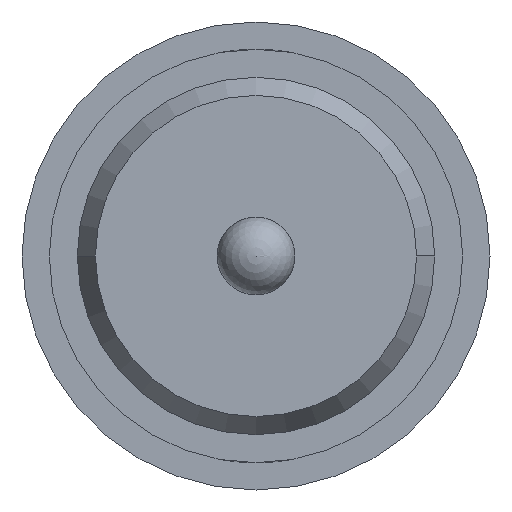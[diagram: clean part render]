
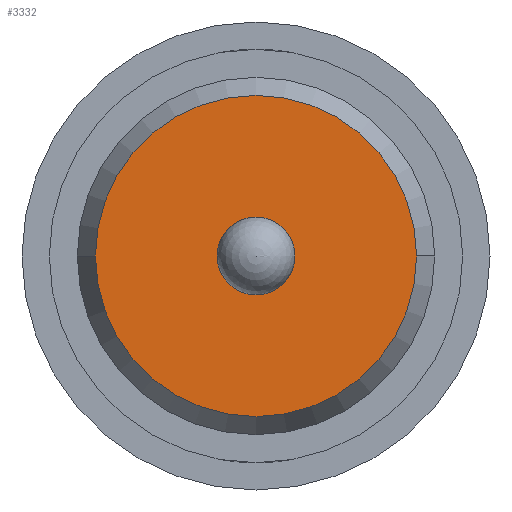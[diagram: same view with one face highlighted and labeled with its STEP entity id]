
A CAD part, front view. The second image highlights one B-rep face of the part: STEP entity #3332.
In plain terms, the highlighted planar face has unit normal (0, -1, 0).
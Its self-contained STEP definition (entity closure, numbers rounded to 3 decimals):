
#326 = FACE_OUTER_BOUND ( 'NONE', #1017, .T. ) ;
#405 = FACE_BOUND ( 'NONE', #5146, .T. ) ;
#418 = DIRECTION ( 'NONE',  ( 0., 0., -1. ) ) ;
#481 = DIRECTION ( 'NONE',  ( 1., 0., 0. ) ) ;
#489 = DIRECTION ( 'NONE',  ( 0., 1., 0. ) ) ;
#505 = DIRECTION ( 'NONE',  ( 1., 0., 0. ) ) ;
#523 = DIRECTION ( 'NONE',  ( 0., -1., 0. ) ) ;
#633 = CIRCLE ( 'NONE', #914, 1.03 ) ;
#649 = CARTESIAN_POINT ( 'NONE',  ( 0., -28.6, -0.25 ) ) ;
#658 = VERTEX_POINT ( 'NONE', #1401 ) ;
#906 = ORIENTED_EDGE ( 'NONE', *, *, #1511, .T. ) ;
#914 = AXIS2_PLACEMENT_3D ( 'NONE', #1880, #2377, #481 ) ;
#1017 = EDGE_LOOP ( 'NONE', ( #3999, #2533 ) ) ;
#1401 = CARTESIAN_POINT ( 'NONE',  ( 0., -28.6, 0.25 ) ) ;
#1499 = DIRECTION ( 'NONE',  ( 0., -1., 0. ) ) ;
#1511 = EDGE_CURVE ( 'Defeature ausgef�hrt1_17+Defeature ausgef�hrt1_14+Defeature ausgef�hrt1_14+Defeature ausgef�hrt1_14', #658, #5964, #1822, .T. ) ;
#1780 = VERTEX_POINT ( 'NONE', #2165 ) ;
#1822 = CIRCLE ( 'NONE', #2517, 0.25 ) ;
#1880 = CARTESIAN_POINT ( 'NONE',  ( 0., -28.6, 0. ) ) ;
#1932 = EDGE_CURVE ( 'Defeature ausgef�hrt1_17+Defeature ausgef�hrt1_14+Defeature ausgef�hrt1_14+Defeature ausgef�hrt1_14', #5964, #658, #3539, .T. ) ;
#1972 = EDGE_CURVE ( 'Defeature ausgef�hrt1_17+Defeature ausgef�hrt1_16+Defeature ausgef�hrt1_16+Defeature ausgef�hrt1_16', #4718, #1780, #633, .T. ) ;
#2014 = CARTESIAN_POINT ( 'NONE',  ( 1.03, -28.6, 0. ) ) ;
#2070 = ORIENTED_EDGE ( 'NONE', *, *, #1932, .T. ) ;
#2098 = AXIS2_PLACEMENT_3D ( 'NONE', #4099, #2218, #418 ) ;
#2150 = EDGE_CURVE ( 'Defeature ausgef�hrt1_17+Defeature ausgef�hrt1_16+Defeature ausgef�hrt1_16+Defeature ausgef�hrt1_16', #1780, #4718, #2239, .T. ) ;
#2165 = CARTESIAN_POINT ( 'NONE',  ( -1.03, -28.6, 0. ) ) ;
#2218 = DIRECTION ( 'NONE',  ( 0., 1., 0. ) ) ;
#2239 = CIRCLE ( 'NONE', #4018, 1.03 ) ;
#2377 = DIRECTION ( 'NONE',  ( 0., -1., 0. ) ) ;
#2381 = PLANE ( 'NONE',  #2644 ) ;
#2517 = AXIS2_PLACEMENT_3D ( 'NONE', #2701, #489, #3226 ) ;
#2533 = ORIENTED_EDGE ( 'NONE', *, *, #1972, .T. ) ;
#2644 = AXIS2_PLACEMENT_3D ( 'NONE', #3333, #523, #505 ) ;
#2701 = CARTESIAN_POINT ( 'NONE',  ( 0., -28.6, 0. ) ) ;
#3226 = DIRECTION ( 'NONE',  ( 0., 0., -1. ) ) ;
#3332 = ADVANCED_FACE ( 'Defeature ausgef�hrt1_17', ( #405, #326 ), #2381, .T. ) ;
#3333 = CARTESIAN_POINT ( 'NONE',  ( -1.145, -28.6, 0. ) ) ;
#3539 = CIRCLE ( 'NONE', #2098, 0.25 ) ;
#3999 = ORIENTED_EDGE ( 'NONE', *, *, #2150, .T. ) ;
#4018 = AXIS2_PLACEMENT_3D ( 'NONE', #4232, #1499, #4690 ) ;
#4099 = CARTESIAN_POINT ( 'NONE',  ( 0., -28.6, 0. ) ) ;
#4232 = CARTESIAN_POINT ( 'NONE',  ( 0., -28.6, 0. ) ) ;
#4690 = DIRECTION ( 'NONE',  ( 1., 0., 0. ) ) ;
#4718 = VERTEX_POINT ( 'NONE', #2014 ) ;
#5146 = EDGE_LOOP ( 'NONE', ( #906, #2070 ) ) ;
#5964 = VERTEX_POINT ( 'NONE', #649 ) ;
